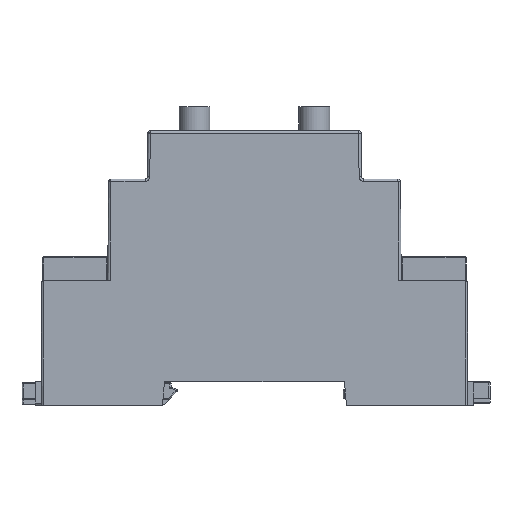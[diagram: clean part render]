
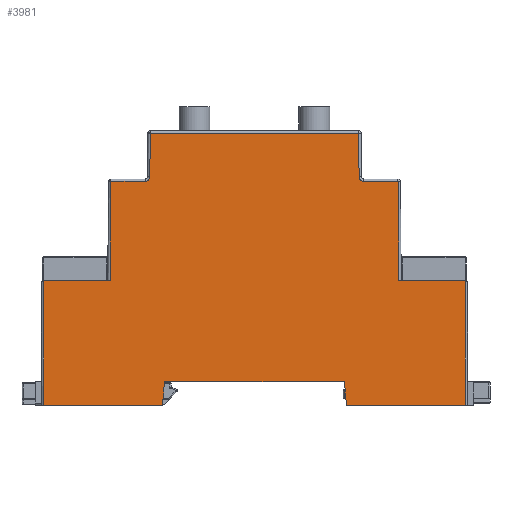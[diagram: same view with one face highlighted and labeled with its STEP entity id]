
A CAD part, front view. The second image highlights one B-rep face of the part: STEP entity #3981.
In plain terms, the highlighted planar face has unit normal (0, -1, 0.009).
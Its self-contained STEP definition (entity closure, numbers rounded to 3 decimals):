
#2295=PLANE('',#27752);
#3147=B_SPLINE_CURVE_WITH_KNOTS('',3,(#40705,#40706,#40707,#40708,#40709,
#40710,#40711,#40712,#40713,#40714,#40715,#40716,#40717,#40718,#40719,#40720,
#40721,#40722),.UNSPECIFIED.,.F.,.F.,(4,1,1,2,2,2,1,1,2,2,4),(0.,0.125,
0.187,0.219,0.25,0.5,
0.625,0.687,0.719,0.75,
1.),.UNSPECIFIED.);
#3148=B_SPLINE_CURVE_WITH_KNOTS('',3,(#40730,#40731,#40732,#40733,#40734,
#40735,#40736,#40737,#40738,#40739,#40740,#40741,#40742,#40743,#40744,#40745,
#40746,#40747),.UNSPECIFIED.,.F.,.F.,(4,1,1,2,2,2,1,1,2,2,4),(0.,0.125,
0.188,0.219,0.25,0.5,
0.625,0.688,0.719,0.75,
1.),.UNSPECIFIED.);
#3981=ADVANCED_FACE('',(#5809),#2295,.T.);
#5809=FACE_OUTER_BOUND('',#7197,.T.);
#7197=EDGE_LOOP('',(#15124,#15125,#15126,#15127,#15128,#15129,#15130,#15131,
#15132,#15133,#15134,#15135,#15136,#15137,#15138,#15139,#15140,#15141));
#8910=LINE('',#40481,#11280);
#8976=LINE('',#40692,#11346);
#8977=LINE('',#40694,#11347);
#8978=LINE('',#40696,#11348);
#8979=LINE('',#40698,#11349);
#8980=LINE('',#40700,#11350);
#8981=LINE('',#40702,#11351);
#8982=LINE('',#40703,#11352);
#8983=LINE('',#40724,#11353);
#8984=LINE('',#40726,#11354);
#8985=LINE('',#40728,#11355);
#8986=LINE('',#40749,#11356);
#8987=LINE('',#40750,#11357);
#8988=LINE('',#40752,#11358);
#8989=LINE('',#40754,#11359);
#8990=LINE('',#40756,#11360);
#11280=VECTOR('',#30711,1.);
#11346=VECTOR('',#30881,1.);
#11347=VECTOR('',#30882,1.);
#11348=VECTOR('',#30883,1.);
#11349=VECTOR('',#30884,1.);
#11350=VECTOR('',#30885,1.);
#11351=VECTOR('',#30886,1.);
#11352=VECTOR('',#30887,1.);
#11353=VECTOR('',#30888,1.);
#11354=VECTOR('',#30889,1.);
#11355=VECTOR('',#30890,1.);
#11356=VECTOR('',#30891,1.);
#11357=VECTOR('',#30892,1.);
#11358=VECTOR('',#30893,1.);
#11359=VECTOR('',#30894,1.);
#11360=VECTOR('',#30895,1.);
#15124=ORIENTED_EDGE('',*,*,#23867,.T.);
#15125=ORIENTED_EDGE('',*,*,#23776,.T.);
#15126=ORIENTED_EDGE('',*,*,#23868,.T.);
#15127=ORIENTED_EDGE('',*,*,#23869,.T.);
#15128=ORIENTED_EDGE('',*,*,#23870,.T.);
#15129=ORIENTED_EDGE('',*,*,#23871,.T.);
#15130=ORIENTED_EDGE('',*,*,#23872,.T.);
#15131=ORIENTED_EDGE('',*,*,#23873,.T.);
#15132=ORIENTED_EDGE('',*,*,#23874,.T.);
#15133=ORIENTED_EDGE('',*,*,#23875,.T.);
#15134=ORIENTED_EDGE('',*,*,#23876,.T.);
#15135=ORIENTED_EDGE('',*,*,#23877,.T.);
#15136=ORIENTED_EDGE('',*,*,#23878,.T.);
#15137=ORIENTED_EDGE('',*,*,#23879,.T.);
#15138=ORIENTED_EDGE('',*,*,#23880,.T.);
#15139=ORIENTED_EDGE('',*,*,#23881,.T.);
#15140=ORIENTED_EDGE('',*,*,#23882,.T.);
#15141=ORIENTED_EDGE('',*,*,#23883,.T.);
#21112=VERTEX_POINT('',#40482);
#21113=VERTEX_POINT('',#40483);
#21155=VERTEX_POINT('',#40599);
#21160=VERTEX_POINT('',#40615);
#21181=VERTEX_POINT('',#40693);
#21182=VERTEX_POINT('',#40695);
#21183=VERTEX_POINT('',#40697);
#21184=VERTEX_POINT('',#40699);
#21185=VERTEX_POINT('',#40701);
#21186=VERTEX_POINT('',#40704);
#21187=VERTEX_POINT('',#40723);
#21188=VERTEX_POINT('',#40725);
#21189=VERTEX_POINT('',#40727);
#21190=VERTEX_POINT('',#40729);
#21191=VERTEX_POINT('',#40748);
#21192=VERTEX_POINT('',#40751);
#21193=VERTEX_POINT('',#40753);
#21194=VERTEX_POINT('',#40755);
#23776=EDGE_CURVE('',#21112,#21113,#8910,.T.);
#23867=EDGE_CURVE('',#21181,#21112,#8976,.T.);
#23868=EDGE_CURVE('',#21113,#21182,#8977,.T.);
#23869=EDGE_CURVE('',#21182,#21183,#8978,.T.);
#23870=EDGE_CURVE('',#21183,#21184,#8979,.T.);
#23871=EDGE_CURVE('',#21184,#21185,#8980,.T.);
#23872=EDGE_CURVE('',#21185,#21160,#8981,.T.);
#23873=EDGE_CURVE('',#21160,#21186,#8982,.T.);
#23874=EDGE_CURVE('',#21186,#21187,#3147,.T.);
#23875=EDGE_CURVE('',#21187,#21188,#8983,.T.);
#23876=EDGE_CURVE('',#21188,#21189,#8984,.T.);
#23877=EDGE_CURVE('',#21189,#21190,#8985,.T.);
#23878=EDGE_CURVE('',#21190,#21191,#3148,.T.);
#23879=EDGE_CURVE('',#21191,#21155,#8986,.T.);
#23880=EDGE_CURVE('',#21155,#21192,#8987,.T.);
#23881=EDGE_CURVE('',#21192,#21193,#8988,.T.);
#23882=EDGE_CURVE('',#21193,#21194,#8989,.T.);
#23883=EDGE_CURVE('',#21194,#21181,#8990,.T.);
#27752=AXIS2_PLACEMENT_3D('',#40757,#30896,#30897);
#30711=DIRECTION('',(1.,0.,0.));
#30881=DIRECTION('',(0.087,0.009,0.996));
#30882=DIRECTION('',(0.087,-0.009,-0.996));
#30883=DIRECTION('',(1.,0.,0.));
#30884=DIRECTION('',(0.,0.009,1.));
#30885=DIRECTION('',(-1.,0.,0.));
#30886=DIRECTION('',(-0.009,0.009,1.));
#30887=DIRECTION('',(-1.,0.,0.));
#30888=DIRECTION('',(-0.009,0.009,1.));
#30889=DIRECTION('',(-1.,0.,0.));
#30890=DIRECTION('',(-0.009,-0.009,-1.));
#30891=DIRECTION('',(-1.,0.,0.));
#30892=DIRECTION('',(-0.009,-0.009,-1.));
#30893=DIRECTION('',(-1.,0.,0.));
#30894=DIRECTION('',(0.,-0.009,-1.));
#30895=DIRECTION('',(1.,0.,0.));
#30896=DIRECTION('',(0.,-1.,0.009));
#30897=DIRECTION('',(0.,-0.009,-1.));
#40481=CARTESIAN_POINT('',(45.,0.043,5.));
#40482=CARTESIAN_POINT('',(-19.,0.043,5.));
#40483=CARTESIAN_POINT('',(19.,0.043,5.));
#40599=CARTESIAN_POINT('',(-30.318,0.413,47.304));
#40615=CARTESIAN_POINT('',(30.318,0.413,47.304));
#40692=CARTESIAN_POINT('',(-19.437,0.,0.));
#40693=CARTESIAN_POINT('',(-19.437,0.,0.));
#40694=CARTESIAN_POINT('',(19.,0.043,5.));
#40695=CARTESIAN_POINT('',(19.437,0.,0.));
#40696=CARTESIAN_POINT('',(45.,0.,0.));
#40697=CARTESIAN_POINT('',(44.5,0.,0.));
#40698=CARTESIAN_POINT('',(44.5,0.23,26.4));
#40699=CARTESIAN_POINT('',(44.5,0.23,26.4));
#40700=CARTESIAN_POINT('',(45.,0.23,26.4));
#40701=CARTESIAN_POINT('',(30.5,0.23,26.4));
#40702=CARTESIAN_POINT('',(30.5,0.23,26.4));
#40703=CARTESIAN_POINT('',(45.,0.413,47.304));
#40704=CARTESIAN_POINT('',(23.095,0.413,47.304));
#40705=CARTESIAN_POINT('',(23.095,0.413,47.304));
#40706=CARTESIAN_POINT('',(23.032,0.413,47.304));
#40707=CARTESIAN_POINT('',(22.939,0.413,47.313));
#40708=CARTESIAN_POINT('',(22.833,0.413,47.338));
#40709=CARTESIAN_POINT('',(22.788,0.413,47.353));
#40710=CARTESIAN_POINT('',(22.759,0.413,47.363));
#40711=CARTESIAN_POINT('',(22.745,0.413,47.368));
#40712=CARTESIAN_POINT('',(22.602,0.414,47.424));
#40713=CARTESIAN_POINT('',(22.489,0.414,47.498));
#40714=CARTESIAN_POINT('',(22.343,0.415,47.642));
#40715=CARTESIAN_POINT('',(22.278,0.416,47.72));
#40716=CARTESIAN_POINT('',(22.218,0.417,47.822));
#40717=CARTESIAN_POINT('',(22.196,0.417,47.867));
#40718=CARTESIAN_POINT('',(22.181,0.418,47.898));
#40719=CARTESIAN_POINT('',(22.174,0.418,47.915));
#40720=CARTESIAN_POINT('',(22.121,0.419,48.047));
#40721=CARTESIAN_POINT('',(22.097,0.42,48.169));
#40722=CARTESIAN_POINT('',(22.095,0.421,48.296));
#40723=CARTESIAN_POINT('',(22.095,0.421,48.296));
#40724=CARTESIAN_POINT('',(22.095,0.421,48.296));
#40725=CARTESIAN_POINT('',(22.015,0.502,57.504));
#40726=CARTESIAN_POINT('',(45.,0.502,57.504));
#40727=CARTESIAN_POINT('',(-22.016,0.502,57.504));
#40728=CARTESIAN_POINT('',(-22.016,0.502,57.504));
#40729=CARTESIAN_POINT('',(-22.096,0.421,48.296));
#40730=CARTESIAN_POINT('',(-22.096,0.421,48.296));
#40731=CARTESIAN_POINT('',(-22.097,0.421,48.232));
#40732=CARTESIAN_POINT('',(-22.106,0.42,48.139));
#40733=CARTESIAN_POINT('',(-22.132,0.419,48.034));
#40734=CARTESIAN_POINT('',(-22.147,0.418,47.989));
#40735=CARTESIAN_POINT('',(-22.157,0.418,47.959));
#40736=CARTESIAN_POINT('',(-22.162,0.418,47.946));
#40737=CARTESIAN_POINT('',(-22.22,0.417,47.803));
#40738=CARTESIAN_POINT('',(-22.295,0.416,47.691));
#40739=CARTESIAN_POINT('',(-22.44,0.415,47.546));
#40740=CARTESIAN_POINT('',(-22.519,0.414,47.482));
#40741=CARTESIAN_POINT('',(-22.621,0.414,47.423));
#40742=CARTESIAN_POINT('',(-22.667,0.413,47.401));
#40743=CARTESIAN_POINT('',(-22.698,0.413,47.387));
#40744=CARTESIAN_POINT('',(-22.715,0.413,47.38));
#40745=CARTESIAN_POINT('',(-22.847,0.413,47.328));
#40746=CARTESIAN_POINT('',(-22.969,0.413,47.304));
#40747=CARTESIAN_POINT('',(-23.096,0.413,47.304));
#40748=CARTESIAN_POINT('',(-23.096,0.413,47.304));
#40749=CARTESIAN_POINT('',(45.,0.413,47.304));
#40750=CARTESIAN_POINT('',(-30.318,0.413,47.304));
#40751=CARTESIAN_POINT('',(-30.5,0.23,26.4));
#40752=CARTESIAN_POINT('',(45.,0.23,26.4));
#40753=CARTESIAN_POINT('',(-44.5,0.23,26.4));
#40754=CARTESIAN_POINT('',(-44.5,0.23,26.4));
#40755=CARTESIAN_POINT('',(-44.5,0.,0.));
#40756=CARTESIAN_POINT('',(45.,0.,0.));
#40757=CARTESIAN_POINT('',(45.,0.23,26.4));
